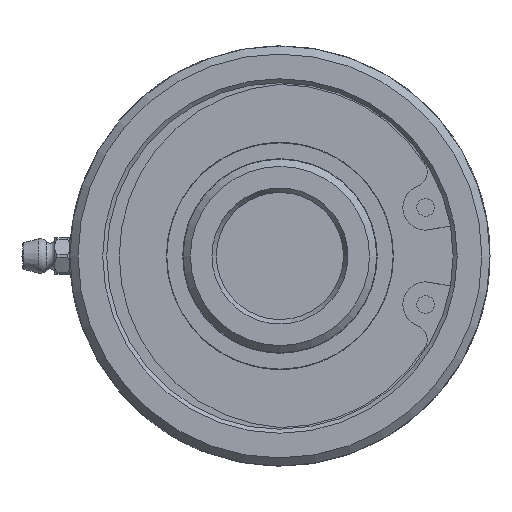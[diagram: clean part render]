
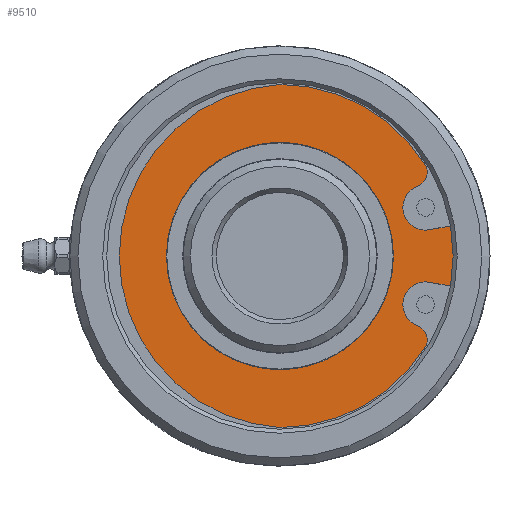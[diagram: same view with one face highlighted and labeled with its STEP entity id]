
A CAD part, left-side view. The second image highlights one B-rep face of the part: STEP entity #9510.
In plain terms, the highlighted planar face has unit normal (-1, 0, 0).
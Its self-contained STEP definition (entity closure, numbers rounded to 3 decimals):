
#431=PLANE('',#10317);
#574=FACE_BOUND('',#1818,.T.);
#1237=FACE_OUTER_BOUND('',#1817,.T.);
#1817=EDGE_LOOP('',(#6930,#6931,#6932,#6933,#6934,#6935,#6936,#6937,#6938,
#6939));
#1818=EDGE_LOOP('',(#6940,#6941));
#2423=CIRCLE('',#10183,22.325);
#2424=CIRCLE('',#10184,22.325);
#2473=CIRCLE('',#10283,4.474);
#2479=CIRCLE('',#10294,33.733);
#2481=CIRCLE('',#10297,2.949);
#2483=CIRCLE('',#10300,4.474);
#2485=CIRCLE('',#10303,2.949);
#2487=CIRCLE('',#10306,33.733);
#2489=CIRCLE('',#10309,33.806);
#2491=CIRCLE('',#10313,36.9);
#2824=LINE('',#15106,#3290);
#2828=LINE('',#15116,#3294);
#3290=VECTOR('',#11502,10.);
#3294=VECTOR('',#11508,10.);
#3921=VERTEX_POINT('',#14611);
#3922=VERTEX_POINT('',#14612);
#3997=VERTEX_POINT('',#15094);
#3998=VERTEX_POINT('',#15096);
#4001=VERTEX_POINT('',#15104);
#4005=VERTEX_POINT('',#15113);
#4006=VERTEX_POINT('',#15115);
#4013=VERTEX_POINT('',#15134);
#4014=VERTEX_POINT('',#15136);
#4016=VERTEX_POINT('',#15145);
#4018=VERTEX_POINT('',#15151);
#4020=VERTEX_POINT('',#15157);
#4959=EDGE_CURVE('',#3921,#3922,#2423,.T.);
#4960=EDGE_CURVE('',#3922,#3921,#2424,.T.);
#5079=EDGE_CURVE('',#3998,#3997,#2473,.T.);
#5084=EDGE_CURVE('',#3997,#4001,#2824,.T.);
#5088=EDGE_CURVE('',#4006,#4005,#2828,.T.);
#5098=EDGE_CURVE('',#4014,#4013,#2479,.T.);
#5101=EDGE_CURVE('',#4013,#3998,#2481,.T.);
#5104=EDGE_CURVE('',#4005,#4016,#2483,.T.);
#5107=EDGE_CURVE('',#4016,#4018,#2485,.T.);
#5110=EDGE_CURVE('',#4018,#4020,#2487,.T.);
#5112=EDGE_CURVE('',#4020,#4014,#2489,.T.);
#5114=EDGE_CURVE('',#4001,#4006,#2491,.T.);
#6930=ORIENTED_EDGE('',*,*,#5088,.T.);
#6931=ORIENTED_EDGE('',*,*,#5104,.T.);
#6932=ORIENTED_EDGE('',*,*,#5107,.T.);
#6933=ORIENTED_EDGE('',*,*,#5110,.T.);
#6934=ORIENTED_EDGE('',*,*,#5112,.T.);
#6935=ORIENTED_EDGE('',*,*,#5098,.T.);
#6936=ORIENTED_EDGE('',*,*,#5101,.T.);
#6937=ORIENTED_EDGE('',*,*,#5079,.T.);
#6938=ORIENTED_EDGE('',*,*,#5084,.T.);
#6939=ORIENTED_EDGE('',*,*,#5114,.T.);
#6940=ORIENTED_EDGE('',*,*,#4959,.T.);
#6941=ORIENTED_EDGE('',*,*,#4960,.T.);
#9510=ADVANCED_FACE('',(#1237,#574),#431,.F.);
#10183=AXIS2_PLACEMENT_3D('',#14613,#11247,#11248);
#10184=AXIS2_PLACEMENT_3D('',#14614,#11249,#11250);
#10283=AXIS2_PLACEMENT_3D('',#15097,#11494,#11495);
#10294=AXIS2_PLACEMENT_3D('',#15137,#11529,#11530);
#10297=AXIS2_PLACEMENT_3D('',#15141,#11536,#11537);
#10300=AXIS2_PLACEMENT_3D('',#15147,#11543,#11544);
#10303=AXIS2_PLACEMENT_3D('',#15153,#11550,#11551);
#10306=AXIS2_PLACEMENT_3D('',#15159,#11557,#11558);
#10309=AXIS2_PLACEMENT_3D('',#15162,#11563,#11564);
#10313=AXIS2_PLACEMENT_3D('',#15166,#11571,#11572);
#10317=AXIS2_PLACEMENT_3D('',#15171,#11579,#11580);
#11247=DIRECTION('center_axis',(1.,0.,0.));
#11248=DIRECTION('ref_axis',(0.,-1.,0.));
#11249=DIRECTION('center_axis',(1.,0.,0.));
#11250=DIRECTION('ref_axis',(0.,-1.,0.));
#11494=DIRECTION('center_axis',(1.,0.,0.));
#11495=DIRECTION('ref_axis',(0.,0.355,-0.935));
#11502=DIRECTION('',(0.,-0.985,-0.174));
#11508=DIRECTION('',(0.,0.985,-0.174));
#11529=DIRECTION('center_axis',(-1.,0.,0.));
#11530=DIRECTION('ref_axis',(0.,0.849,0.528));
#11536=DIRECTION('center_axis',(-1.,0.,0.));
#11537=DIRECTION('ref_axis',(0.,0.355,-0.935));
#11543=DIRECTION('center_axis',(1.,0.,0.));
#11544=DIRECTION('ref_axis',(0.,-0.046,-0.999));
#11550=DIRECTION('center_axis',(-1.,0.,0.));
#11551=DIRECTION('ref_axis',(0.,0.893,-0.451));
#11557=DIRECTION('center_axis',(-1.,0.,0.));
#11558=DIRECTION('ref_axis',(0.,0.,-1.));
#11563=DIRECTION('center_axis',(-1.,0.,0.));
#11564=DIRECTION('ref_axis',(0.,-0.066,0.998));
#11571=DIRECTION('center_axis',(-1.,0.,0.));
#11572=DIRECTION('ref_axis',(0.,1.,0.));
#11579=DIRECTION('center_axis',(1.,0.,0.));
#11580=DIRECTION('ref_axis',(0.,0.,-1.));
#14611=CARTESIAN_POINT('',(7.26,-22.325,0.));
#14612=CARTESIAN_POINT('',(7.26,22.325,0.));
#14613=CARTESIAN_POINT('Origin',(7.26,0.,
0.));
#14614=CARTESIAN_POINT('Origin',(7.26,0.,
0.));
#15094=CARTESIAN_POINT('',(7.26,-28.843,-5.086));
#15096=CARTESIAN_POINT('',(7.26,-27.053,-13.738));
#15097=CARTESIAN_POINT('Origin',(7.26,-28.639,-9.555));
#15104=CARTESIAN_POINT('',(7.26,-36.339,-6.408));
#15106=CARTESIAN_POINT('',(7.26,-4.374,-0.771));
#15113=CARTESIAN_POINT('',(7.26,-28.843,5.086));
#15115=CARTESIAN_POINT('',(7.26,-36.339,6.408));
#15116=CARTESIAN_POINT('',(7.26,-0.625,0.11));
#15134=CARTESIAN_POINT('',(7.26,-28.639,-17.825));
#15136=CARTESIAN_POINT('',(7.26,0.,-33.733));
#15137=CARTESIAN_POINT('Origin',(7.26,0.,0.));
#15141=CARTESIAN_POINT('Origin',(7.26,-26.007,-16.495));
#15145=CARTESIAN_POINT('',(7.26,-27.053,13.738));
#15147=CARTESIAN_POINT('Origin',(7.26,-28.639,9.555));
#15151=CARTESIAN_POINT('',(7.26,-28.639,17.825));
#15153=CARTESIAN_POINT('Origin',(7.26,-26.007,16.495));
#15157=CARTESIAN_POINT('',(7.26,0.,33.733));
#15159=CARTESIAN_POINT('Origin',(7.26,0.,0.));
#15162=CARTESIAN_POINT('Origin',(7.26,-2.225,0.));
#15166=CARTESIAN_POINT('Origin',(7.26,0.,0.));
#15171=CARTESIAN_POINT('Origin',(7.26,28.45,0.));
